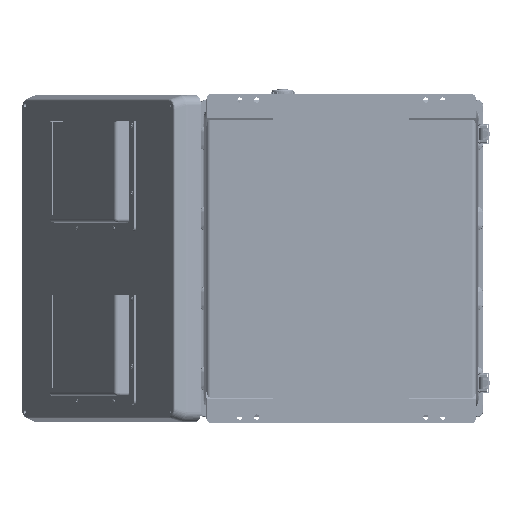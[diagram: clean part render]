
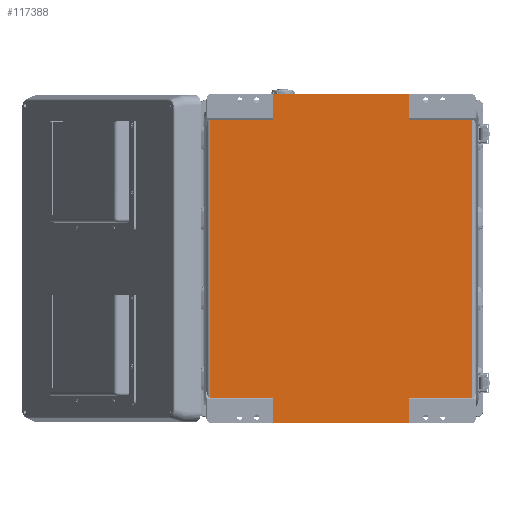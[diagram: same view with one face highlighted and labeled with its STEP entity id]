
A CAD part, front view. The second image highlights one B-rep face of the part: STEP entity #117388.
In plain terms, the highlighted planar face has unit normal (0, -1, 0).
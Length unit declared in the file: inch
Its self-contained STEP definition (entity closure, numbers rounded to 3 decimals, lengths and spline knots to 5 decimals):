
#1339 = DIRECTION ( 'NONE',  ( 0., 0., 1. ) ) ;
#3709 = CARTESIAN_POINT ( 'NONE',  ( 7.73754, 0.05906, -1.51961 ) ) ;
#5002 = VERTEX_POINT ( 'NONE', #232852 ) ;
#5956 = VERTEX_POINT ( 'NONE', #233878 ) ;
#10068 = LINE ( 'NONE', #120881, #151205 ) ;
#11915 = CARTESIAN_POINT ( 'NONE',  ( -8.11811, 0.05906, -17.96858 ) ) ;
#14079 = VERTEX_POINT ( 'NONE', #95500 ) ;
#14584 = DIRECTION ( 'NONE',  ( 0., 0., -1. ) ) ;
#19080 = ORIENTED_EDGE ( 'NONE', *, *, #172795, .T. ) ;
#21265 = DIRECTION ( 'NONE',  ( -1., 0., 0. ) ) ;
#30128 = ORIENTED_EDGE ( 'NONE', *, *, #222744, .F. ) ;
#31553 = CARTESIAN_POINT ( 'NONE',  ( 4.03163, 0.05906, -17.96858 ) ) ;
#32431 = ORIENTED_EDGE ( 'NONE', *, *, #236911, .T. ) ;
#33820 = VECTOR ( 'NONE', #97067, 39.37008 ) ;
#35053 = EDGE_LOOP ( 'NONE', ( #46754, #78691, #159325, #111642, #30128, #220949, #19080, #161081, #96150, #32431, #107167, #233981 ) ) ;
#38774 = DIRECTION ( 'NONE',  ( 0., 0., 1. ) ) ;
#44182 = VERTEX_POINT ( 'NONE', #31553 ) ;
#46754 = ORIENTED_EDGE ( 'NONE', *, *, #230956, .F. ) ;
#55418 = EDGE_CURVE ( 'NONE', #5002, #107956, #225643, .T. ) ;
#55919 = PLANE ( 'NONE',  #203350 ) ;
#57163 = EDGE_CURVE ( 'NONE', #115131, #44182, #10068, .T. ) ;
#58352 = VECTOR ( 'NONE', #184946, 39.37008 ) ;
#59137 = CARTESIAN_POINT ( 'NONE',  ( -4.03163, 0.05906, -19.48819 ) ) ;
#65639 = EDGE_CURVE ( 'NONE', #159995, #14079, #136597, .T. ) ;
#66677 = VECTOR ( 'NONE', #140684, 39.37008 ) ;
#71736 = DIRECTION ( 'NONE',  ( -1., 0., 0. ) ) ;
#72931 = CARTESIAN_POINT ( 'NONE',  ( -7.73754, 0.05906, -1.51961 ) ) ;
#73632 = CARTESIAN_POINT ( 'NONE',  ( -4.03163, 0.05906, -1.51961 ) ) ;
#73670 = DIRECTION ( 'NONE',  ( 0., 1., 0. ) ) ;
#78691 = ORIENTED_EDGE ( 'NONE', *, *, #209263, .T. ) ;
#87573 = VECTOR ( 'NONE', #146698, 39.37008 ) ;
#90269 = CARTESIAN_POINT ( 'NONE',  ( 4.03163, 0.05906, 0.85787 ) ) ;
#91201 = DIRECTION ( 'NONE',  ( 0., 0., 1. ) ) ;
#95118 = EDGE_CURVE ( 'NONE', #180898, #124262, #106384, .T. ) ;
#95500 = CARTESIAN_POINT ( 'NONE',  ( 4.03163, 0.05906, 0. ) ) ;
#96150 = ORIENTED_EDGE ( 'NONE', *, *, #65639, .T. ) ;
#96920 = CARTESIAN_POINT ( 'NONE',  ( 4.03163, 0.05906, -1.51961 ) ) ;
#97067 = DIRECTION ( 'NONE',  ( -1., 0., 0. ) ) ;
#101939 = CARTESIAN_POINT ( 'NONE',  ( 7.73754, 0.05906, -1.51961 ) ) ;
#104347 = DIRECTION ( 'NONE',  ( 0., 0., -1. ) ) ;
#106384 = LINE ( 'NONE', #123724, #149718 ) ;
#107167 = ORIENTED_EDGE ( 'NONE', *, *, #138143, .F. ) ;
#107956 = VERTEX_POINT ( 'NONE', #59137 ) ;
#111642 = ORIENTED_EDGE ( 'NONE', *, *, #158410, .F. ) ;
#115131 = VERTEX_POINT ( 'NONE', #164581 ) ;
#117388 = ADVANCED_FACE ( 'NONE', ( #198663 ), #55919, .F. ) ;
#118777 = VECTOR ( 'NONE', #104347, 39.37008 ) ;
#119117 = VECTOR ( 'NONE', #14584, 39.37008 ) ;
#120881 = CARTESIAN_POINT ( 'NONE',  ( 8.11811, 0.05906, -17.96858 ) ) ;
#123724 = CARTESIAN_POINT ( 'NONE',  ( -8.11811, 0.05906, -1.51961 ) ) ;
#124262 = VERTEX_POINT ( 'NONE', #73632 ) ;
#127673 = LINE ( 'NONE', #143356, #119117 ) ;
#128967 = DIRECTION ( 'NONE',  ( -1., 0., 0. ) ) ;
#131472 = CARTESIAN_POINT ( 'NONE',  ( 8.11811, 0.05906, -19.48819 ) ) ;
#131751 = CARTESIAN_POINT ( 'NONE',  ( 8.11811, 0.05906, 0. ) ) ;
#134149 = VECTOR ( 'NONE', #38774, 39.37008 ) ;
#135094 = CARTESIAN_POINT ( 'NONE',  ( -4.03163, 0.05906, -20.34606 ) ) ;
#136597 = LINE ( 'NONE', #90269, #87573 ) ;
#138143 = EDGE_CURVE ( 'NONE', #124262, #5956, #197849, .T. ) ;
#140684 = DIRECTION ( 'NONE',  ( 1., 0., 0. ) ) ;
#143079 = VECTOR ( 'NONE', #21265, 39.37008 ) ;
#143356 = CARTESIAN_POINT ( 'NONE',  ( 4.03163, 0.05906, -20.34606 ) ) ;
#145122 = CARTESIAN_POINT ( 'NONE',  ( 4.03163, 0.05906, -19.48819 ) ) ;
#146698 = DIRECTION ( 'NONE',  ( 0., 0., 1. ) ) ;
#147489 = CARTESIAN_POINT ( 'NONE',  ( 8.11811, 0.05906, -1.51961 ) ) ;
#149718 = VECTOR ( 'NONE', #234409, 39.37008 ) ;
#151205 = VECTOR ( 'NONE', #128967, 39.37008 ) ;
#158410 = EDGE_CURVE ( 'NONE', #160373, #107956, #180668, .T. ) ;
#159325 = ORIENTED_EDGE ( 'NONE', *, *, #55418, .T. ) ;
#159995 = VERTEX_POINT ( 'NONE', #96920 ) ;
#160373 = VERTEX_POINT ( 'NONE', #145122 ) ;
#161081 = ORIENTED_EDGE ( 'NONE', *, *, #167761, .T. ) ;
#161254 = VERTEX_POINT ( 'NONE', #193162 ) ;
#164581 = CARTESIAN_POINT ( 'NONE',  ( 7.73754, 0.05906, -17.96858 ) ) ;
#166456 = LINE ( 'NONE', #131751, #33820 ) ;
#167761 = EDGE_CURVE ( 'NONE', #221732, #159995, #173332, .T. ) ;
#172795 = EDGE_CURVE ( 'NONE', #115131, #221732, #231478, .T. ) ;
#173332 = LINE ( 'NONE', #147489, #222442 ) ;
#174661 = VECTOR ( 'NONE', #91201, 39.37008 ) ;
#180668 = LINE ( 'NONE', #131472, #143079 ) ;
#180898 = VERTEX_POINT ( 'NONE', #72931 ) ;
#183277 = LINE ( 'NONE', #220953, #134149 ) ;
#184946 = DIRECTION ( 'NONE',  ( 0., 0., 1. ) ) ;
#184993 = LINE ( 'NONE', #11915, #66677 ) ;
#193162 = CARTESIAN_POINT ( 'NONE',  ( -7.73754, 0.05906, -17.96858 ) ) ;
#197849 = LINE ( 'NONE', #218691, #174661 ) ;
#198663 = FACE_OUTER_BOUND ( 'NONE', #35053, .T. ) ;
#203350 = AXIS2_PLACEMENT_3D ( 'NONE', #238256, #73670, #1339 ) ;
#209263 = EDGE_CURVE ( 'NONE', #161254, #5002, #184993, .T. ) ;
#218691 = CARTESIAN_POINT ( 'NONE',  ( -4.03163, 0.05906, 0.85787 ) ) ;
#220949 = ORIENTED_EDGE ( 'NONE', *, *, #57163, .F. ) ;
#220953 = CARTESIAN_POINT ( 'NONE',  ( -7.73754, 0.05906, -1.51961 ) ) ;
#221732 = VERTEX_POINT ( 'NONE', #101939 ) ;
#222442 = VECTOR ( 'NONE', #71736, 39.37008 ) ;
#222744 = EDGE_CURVE ( 'NONE', #44182, #160373, #127673, .T. ) ;
#225643 = LINE ( 'NONE', #135094, #118777 ) ;
#230956 = EDGE_CURVE ( 'NONE', #161254, #180898, #183277, .T. ) ;
#231478 = LINE ( 'NONE', #3709, #58352 ) ;
#232852 = CARTESIAN_POINT ( 'NONE',  ( -4.03163, 0.05906, -17.96858 ) ) ;
#233878 = CARTESIAN_POINT ( 'NONE',  ( -4.03163, 0.05906, 0. ) ) ;
#233981 = ORIENTED_EDGE ( 'NONE', *, *, #95118, .F. ) ;
#234409 = DIRECTION ( 'NONE',  ( 1., 0., 0. ) ) ;
#236911 = EDGE_CURVE ( 'NONE', #14079, #5956, #166456, .T. ) ;
#238256 = CARTESIAN_POINT ( 'NONE',  ( 8.11811, 0.05906, -1.51961 ) ) ;
